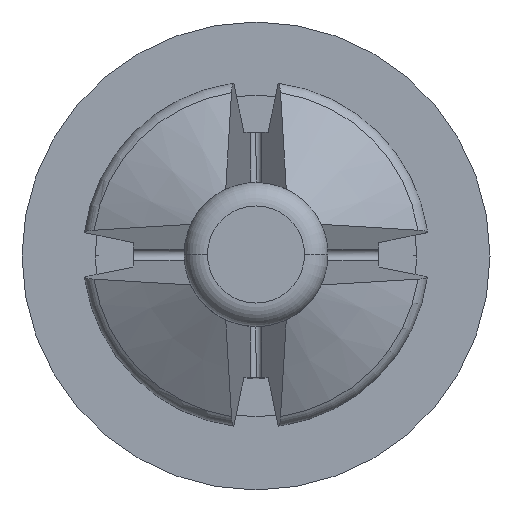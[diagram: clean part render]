
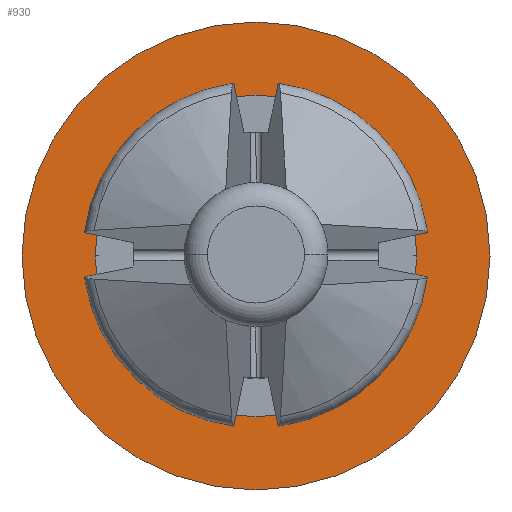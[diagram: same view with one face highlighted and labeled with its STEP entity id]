
A CAD part, top view. The second image highlights one B-rep face of the part: STEP entity #930.
In plain terms, the highlighted planar face has unit normal (0, 0, 1).
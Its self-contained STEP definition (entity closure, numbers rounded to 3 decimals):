
#71 = CIRCLE ( 'NONE', #4476, 4. ) ;
#77 = CARTESIAN_POINT ( 'NONE',  ( 0., 0., 0. ) ) ;
#133 = FACE_BOUND ( 'NONE', #3208, .T. ) ;
#226 = PLANE ( 'NONE',  #232 ) ;
#228 = DIRECTION ( 'NONE',  ( -1., 0., 0. ) ) ;
#232 = AXIS2_PLACEMENT_3D ( 'NONE', #2299, #2737, #3715 ) ;
#446 = ORIENTED_EDGE ( 'NONE', *, *, #2758, .T. ) ;
#930 = ADVANCED_FACE ( 'NONE', ( #133, #3071 ), #226, .T. ) ;
#995 = ORIENTED_EDGE ( 'NONE', *, *, #2232, .F. ) ;
#1073 = CARTESIAN_POINT ( 'NONE',  ( 4., 0., 0. ) ) ;
#1130 = DIRECTION ( 'NONE',  ( 1., 0., 0. ) ) ;
#1139 = DIRECTION ( 'NONE',  ( 0., 0., -1. ) ) ;
#1158 = CIRCLE ( 'NONE', #3257, 2.1 ) ;
#1384 = ORIENTED_EDGE ( 'NONE', *, *, #4529, .T. ) ;
#1453 = CIRCLE ( 'NONE', #2664, 4. ) ;
#1477 = CARTESIAN_POINT ( 'NONE',  ( 0., 0., 0. ) ) ;
#1563 = CARTESIAN_POINT ( 'NONE',  ( -2.1, 0., 0. ) ) ;
#1566 = CIRCLE ( 'NONE', #4166, 2.1 ) ;
#1890 = VERTEX_POINT ( 'NONE', #1073 ) ;
#1914 = ORIENTED_EDGE ( 'NONE', *, *, #3016, .F. ) ;
#2159 = CARTESIAN_POINT ( 'NONE',  ( 2.1, 0., 0. ) ) ;
#2232 = EDGE_CURVE ( 'NONE', #1890, #2878, #71, .T. ) ;
#2242 = VERTEX_POINT ( 'NONE', #2159 ) ;
#2299 = CARTESIAN_POINT ( 'NONE',  ( 0., 0., 0. ) ) ;
#2552 = EDGE_LOOP ( 'NONE', ( #995, #1914 ) ) ;
#2570 = DIRECTION ( 'NONE',  ( -1., 0., 0. ) ) ;
#2664 = AXIS2_PLACEMENT_3D ( 'NONE', #77, #1139, #2570 ) ;
#2737 = DIRECTION ( 'NONE',  ( 0., 0., 1. ) ) ;
#2758 = EDGE_CURVE ( 'NONE', #2242, #3932, #1158, .T. ) ;
#2786 = CARTESIAN_POINT ( 'NONE',  ( -4., 0., 0. ) ) ;
#2878 = VERTEX_POINT ( 'NONE', #2786 ) ;
#2911 = DIRECTION ( 'NONE',  ( 0., 0., -1. ) ) ;
#2959 = DIRECTION ( 'NONE',  ( 0., 0., -1. ) ) ;
#3016 = EDGE_CURVE ( 'NONE', #2878, #1890, #1453, .T. ) ;
#3071 = FACE_OUTER_BOUND ( 'NONE', #2552, .T. ) ;
#3208 = EDGE_LOOP ( 'NONE', ( #446, #1384 ) ) ;
#3257 = AXIS2_PLACEMENT_3D ( 'NONE', #3424, #3398, #228 ) ;
#3356 = DIRECTION ( 'NONE',  ( -1., 0., 0. ) ) ;
#3398 = DIRECTION ( 'NONE',  ( 0., 0., -1. ) ) ;
#3424 = CARTESIAN_POINT ( 'NONE',  ( 0., 0., 0. ) ) ;
#3715 = DIRECTION ( 'NONE',  ( 1., 0., 0. ) ) ;
#3932 = VERTEX_POINT ( 'NONE', #1563 ) ;
#4166 = AXIS2_PLACEMENT_3D ( 'NONE', #4418, #2959, #3356 ) ;
#4418 = CARTESIAN_POINT ( 'NONE',  ( 0., 0., 0. ) ) ;
#4476 = AXIS2_PLACEMENT_3D ( 'NONE', #1477, #2911, #1130 ) ;
#4529 = EDGE_CURVE ( 'NONE', #3932, #2242, #1566, .T. ) ;
